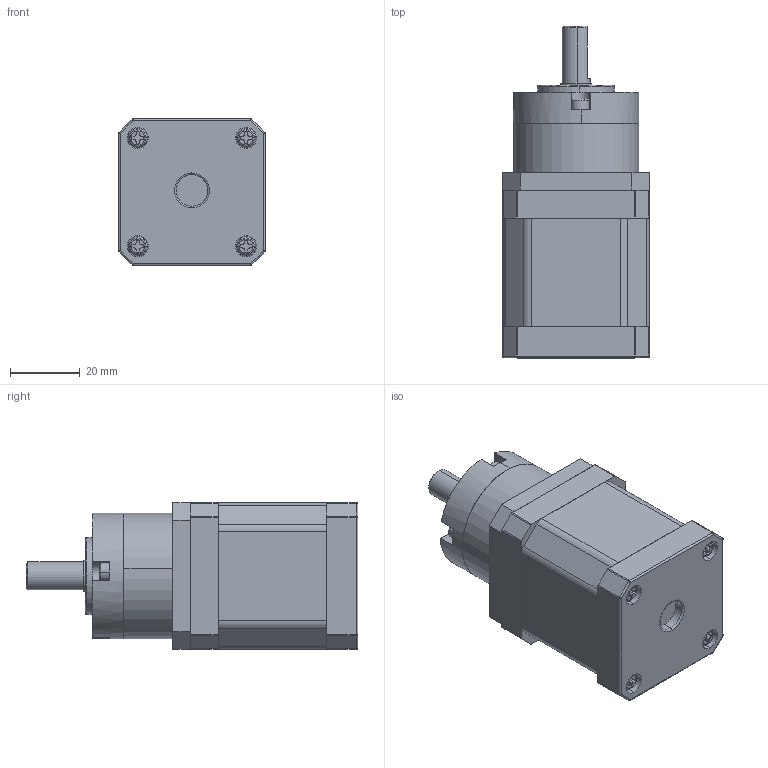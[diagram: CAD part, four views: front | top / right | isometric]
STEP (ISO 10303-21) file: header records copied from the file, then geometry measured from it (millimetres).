
FILE_DESCRIPTION (( 'STEP AP214' ), '1' );
FILE_NAME ('42HS4813A4〞XGJ珨撰厒掀.STEP', '2023-11-13T10:09:22', ( '' ), ( '' ), 'SwSTEP 2.0', 'SolidWorks 2021', '' );
FILE_SCHEMA (( 'AUTOMOTIVE_DESIGN' ));
Length unit declared in the file: millimetre
Products named in the file (12): 48____.STEP; 42____.STEP; 42__.STEP; 42XGJ-5.18奻裔; 42HS4813A4.STEP; 42XGJ珨撰儂旯; hexagon socket head cap screws gb_GB_FASTENER_SCREWS_HSHCS M3X25-N; M3x40.STEP; 42HS4813A4〞XGJ珨撰厒掀; 42XGJ-5.18菁釱; 42XGJ珨撰; hexagon socket head cap screws gb_GB_FASTENER_SCREWS_HSHCS M3X5-N
Assembly tree (16 placements, depth 3):
  42HS4813A4〞XGJ珨撰厒掀
    42HS4813A4.STEP
      42____.STEP
      42__.STEP
      48____.STEP
      M3x40.STEP  x4
    42XGJ珨撰
      42XGJ-5.18菁釱
      42XGJ珨撰儂旯
      42XGJ-5.18奻裔
      hexagon socket head cap screws gb_GB_FASTENER_SCREWS_HSHCS M3X5-N  x2
      hexagon socket head cap screws gb_GB_FASTENER_SCREWS_HSHCS M3X25-N  x2
Bounding box: 42.05 x 95 x 42.05 mm (x, y, z)
Volume: 112658.3 mm3; surface area: 35712.6 mm2
Topology: 14 solids, 14 shells, 567 faces, 1419 edges, 902 vertices
Faces by surface type: cylinder 291, plane 194, bspline 32, torus 22, cone 20, sphere 8
Entity records: 24304 total; most frequent: CARTESIAN_POINT 13707, ORIENTED_EDGE 2196, DIRECTION 2046, EDGE_CURVE 1098, AXIS2_PLACEMENT_3D 779, VERTEX_POINT 704, EDGE_LOOP 510, LINE 488
